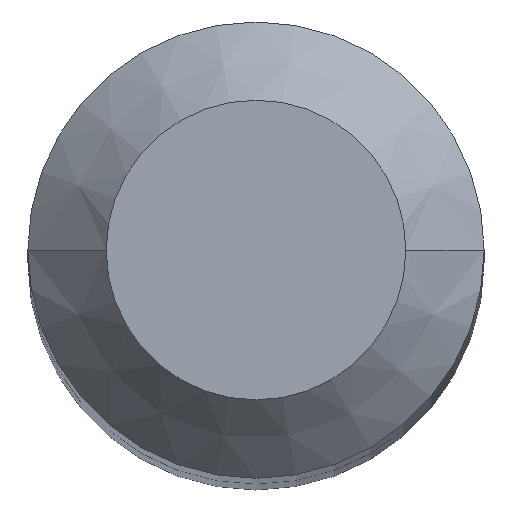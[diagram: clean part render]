
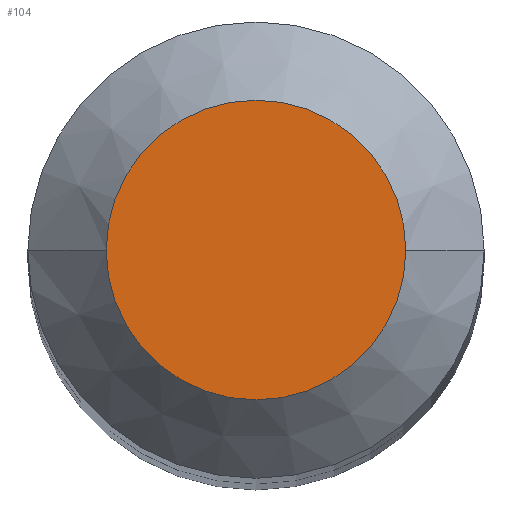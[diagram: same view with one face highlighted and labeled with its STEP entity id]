
A CAD part, top view. The second image highlights one B-rep face of the part: STEP entity #104.
In plain terms, the highlighted planar face has unit normal (0, 0, 1).
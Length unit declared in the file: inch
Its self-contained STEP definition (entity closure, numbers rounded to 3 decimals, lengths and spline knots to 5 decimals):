
#9 = EDGE_CURVE ( 'NONE', #347, #157, #86, .T. ) ;
#43 = CARTESIAN_POINT ( 'NONE',  ( 0., 0., 0. ) ) ;
#72 = EDGE_CURVE ( 'NONE', #157, #347, #195, .T. ) ;
#86 = CIRCLE ( 'NONE', #364, 0.05975 ) ;
#104 = ADVANCED_FACE ( 'NONE', ( #222 ), #241, .F. ) ;
#105 = AXIS2_PLACEMENT_3D ( 'NONE', #384, #121, #390 ) ;
#121 = DIRECTION ( 'NONE',  ( 0., 0., 1. ) ) ;
#143 = CARTESIAN_POINT ( 'NONE',  ( -0.05975, 0., 0. ) ) ;
#154 = CARTESIAN_POINT ( 'NONE',  ( 0., 0., 0. ) ) ;
#157 = VERTEX_POINT ( 'NONE', #280 ) ;
#177 = DIRECTION ( 'NONE',  ( 1., 0., 0. ) ) ;
#195 = CIRCLE ( 'NONE', #105, 0.05975 ) ;
#206 = DIRECTION ( 'NONE',  ( 0., 0., 1. ) ) ;
#222 = FACE_OUTER_BOUND ( 'NONE', #274, .T. ) ;
#241 = PLANE ( 'NONE',  #276 ) ;
#247 = ORIENTED_EDGE ( 'NONE', *, *, #72, .T. ) ;
#274 = EDGE_LOOP ( 'NONE', ( #368, #247 ) ) ;
#276 = AXIS2_PLACEMENT_3D ( 'NONE', #154, #334, #302 ) ;
#280 = CARTESIAN_POINT ( 'NONE',  ( 0.05975, 0., 0. ) ) ;
#302 = DIRECTION ( 'NONE',  ( -1., 0., 0. ) ) ;
#334 = DIRECTION ( 'NONE',  ( 0., 0., -1. ) ) ;
#347 = VERTEX_POINT ( 'NONE', #143 ) ;
#364 = AXIS2_PLACEMENT_3D ( 'NONE', #43, #206, #177 ) ;
#368 = ORIENTED_EDGE ( 'NONE', *, *, #9, .T. ) ;
#384 = CARTESIAN_POINT ( 'NONE',  ( 0., 0., 0. ) ) ;
#390 = DIRECTION ( 'NONE',  ( 1., 0., 0. ) ) ;
